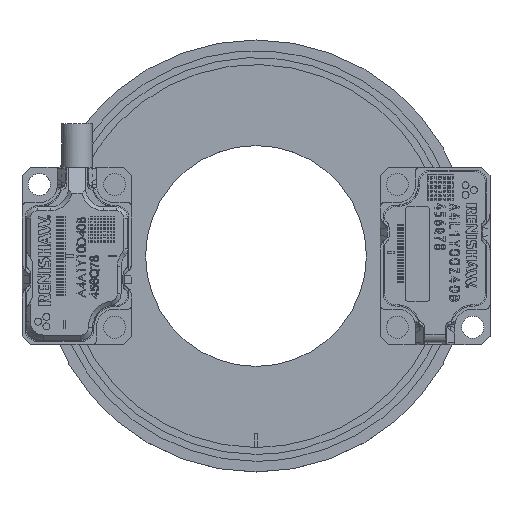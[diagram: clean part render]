
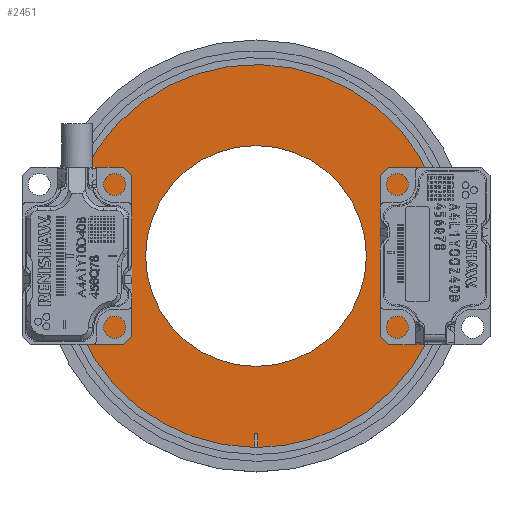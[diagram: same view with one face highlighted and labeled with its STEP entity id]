
A CAD part, top view. The second image highlights one B-rep face of the part: STEP entity #2451.
In plain terms, the highlighted planar face has unit normal (0, 0, 1).
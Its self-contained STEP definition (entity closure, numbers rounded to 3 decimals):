
#527=FACE_BOUND('',#7703,.T.);
#528=FACE_BOUND('',#7704,.T.);
#1390=CIRCLE('',#36528,12.75);
#2451=ADVANCED_FACE('',(#527,#528),#4080,.T.);
#4080=PLANE('',#36531);
#7703=EDGE_LOOP('',(#14751,#14752,#14753,#14754));
#7704=EDGE_LOOP('',(#14755));
#9771=B_SPLINE_CURVE_WITH_KNOTS('',3,(#54434,#54435,#54436,#54437),
 .UNSPECIFIED.,.F.,.F.,(4,4),(0.,1.),.UNSPECIFIED.);
#9772=B_SPLINE_CURVE_WITH_KNOTS('',3,(#54439,#54440,#54441,#54442),
 .UNSPECIFIED.,.F.,.F.,(4,4),(0.,1.),.UNSPECIFIED.);
#9773=B_SPLINE_CURVE_WITH_KNOTS('',3,(#54444,#54445,#54446,#54447),
 .UNSPECIFIED.,.F.,.F.,(4,4),(0.,1.),.UNSPECIFIED.);
#9775=B_SPLINE_CURVE_WITH_KNOTS('',3,(#54475,#54476,#54477,#54478,#54479,
#54480,#54481,#54482,#54483,#54484,#54485,#54486,#54487,#54488,#54489,#54490,
#54491,#54492),.UNSPECIFIED.,.F.,.F.,(4,2,2,2,2,2,2,2,4),(0.,0.125,0.25,
0.375,0.5,0.625,0.75,0.875,1.),.UNSPECIFIED.);
#14751=ORIENTED_EDGE('',*,*,#26324,.F.);
#14752=ORIENTED_EDGE('',*,*,#26328,.F.);
#14753=ORIENTED_EDGE('',*,*,#26326,.F.);
#14754=ORIENTED_EDGE('',*,*,#26325,.F.);
#14755=ORIENTED_EDGE('',*,*,#26332,.F.);
#22196=VERTEX_POINT('',#54432);
#22197=VERTEX_POINT('',#54433);
#22198=VERTEX_POINT('',#54438);
#22199=VERTEX_POINT('',#54443);
#22204=VERTEX_POINT('',#54528);
#26324=EDGE_CURVE('',#22196,#22198,#9771,.T.);
#26325=EDGE_CURVE('',#22198,#22199,#9772,.T.);
#26326=EDGE_CURVE('',#22199,#22197,#9773,.T.);
#26328=EDGE_CURVE('',#22197,#22196,#9775,.T.);
#26332=EDGE_CURVE('',#22204,#22204,#1390,.T.);
#36528=AXIS2_PLACEMENT_3D('',#54527,#40990,#40991);
#36531=AXIS2_PLACEMENT_3D('',#54531,#40996,#40997);
#40990=DIRECTION('',(0.,0.,1.));
#40991=DIRECTION('',(0.,-1.,0.));
#40996=DIRECTION('',(0.,0.,1.));
#40997=DIRECTION('',(1.,0.,0.));
#54432=CARTESIAN_POINT('',(27.206,-11.868,47.5));
#54433=CARTESIAN_POINT('',(26.856,-11.868,47.5));
#54434=CARTESIAN_POINT('',(27.206,-11.868,47.5));
#54435=CARTESIAN_POINT('',(27.206,-11.335,47.5));
#54436=CARTESIAN_POINT('',(27.206,-10.802,47.5));
#54437=CARTESIAN_POINT('',(27.206,-10.269,47.5));
#54438=CARTESIAN_POINT('',(27.206,-10.269,47.5));
#54439=CARTESIAN_POINT('',(27.206,-10.269,47.5));
#54440=CARTESIAN_POINT('',(27.089,-10.269,47.5));
#54441=CARTESIAN_POINT('',(26.973,-10.269,47.5));
#54442=CARTESIAN_POINT('',(26.856,-10.269,47.5));
#54443=CARTESIAN_POINT('',(26.856,-10.269,47.5));
#54444=CARTESIAN_POINT('',(26.856,-10.269,47.5));
#54445=CARTESIAN_POINT('',(26.856,-10.802,47.5));
#54446=CARTESIAN_POINT('',(26.856,-11.335,47.5));
#54447=CARTESIAN_POINT('',(26.856,-11.868,47.5));
#54475=CARTESIAN_POINT('',(26.856,-11.868,47.5));
#54476=CARTESIAN_POINT('',(21.065,-11.822,47.5));
#54477=CARTESIAN_POINT('',(15.368,-9.415,47.5));
#54478=CARTESIAN_POINT('',(7.229,-1.179,47.5));
#54479=CARTESIAN_POINT('',(4.89,4.547,47.5));
#54480=CARTESIAN_POINT('',(4.935,16.128,47.5));
#54481=CARTESIAN_POINT('',(7.319,21.834,47.5));
#54482=CARTESIAN_POINT('',(15.525,30.008,47.5));
#54483=CARTESIAN_POINT('',(21.234,32.368,47.5));
#54484=CARTESIAN_POINT('',(32.828,32.369,47.5));
#54485=CARTESIAN_POINT('',(38.534,30.011,47.5));
#54486=CARTESIAN_POINT('',(46.746,21.831,47.5));
#54487=CARTESIAN_POINT('',(49.126,16.132,47.5));
#54488=CARTESIAN_POINT('',(49.172,4.543,47.5));
#54489=CARTESIAN_POINT('',(46.836,-1.176,47.5));
#54490=CARTESIAN_POINT('',(38.692,-9.418,47.5));
#54491=CARTESIAN_POINT('',(32.995,-11.823,47.5));
#54492=CARTESIAN_POINT('',(27.206,-11.868,47.5));
#54527=CARTESIAN_POINT('',(27.031,10.25,47.5));
#54528=CARTESIAN_POINT('',(27.031,-2.5,47.5));
#54531=CARTESIAN_POINT('',(27.031,10.25,47.5));
